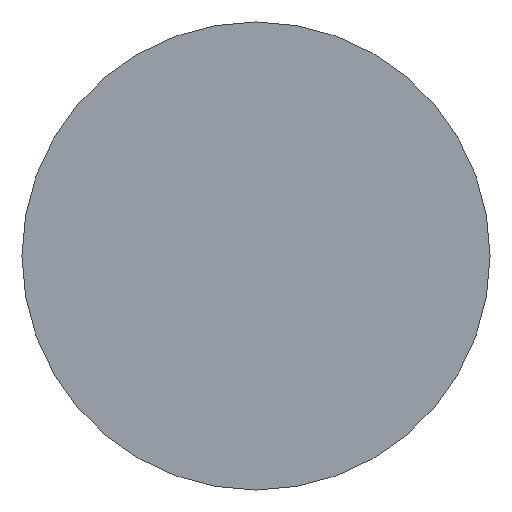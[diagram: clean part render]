
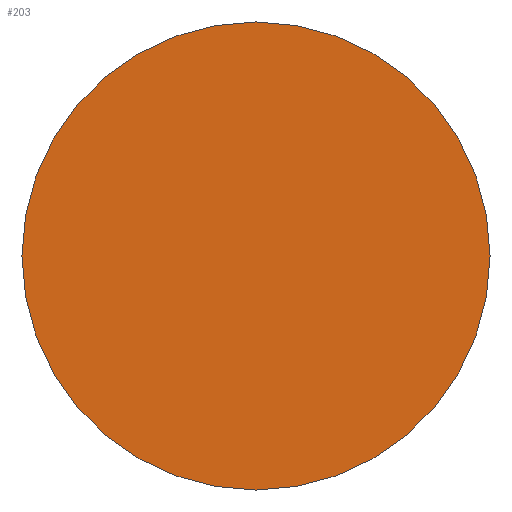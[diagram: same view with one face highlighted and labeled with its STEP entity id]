
A CAD part, front view. The second image highlights one B-rep face of the part: STEP entity #203.
In plain terms, the highlighted planar face has unit normal (0, -1, 0).
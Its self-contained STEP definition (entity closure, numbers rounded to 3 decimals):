
#123=VERTEX_POINT('',#301);
#183=VERTEX_POINT('',#368);
#203=ADVANCED_FACE('',(#390),#391,.T.);
#239=EDGE_CURVE('',#183,#123,#434,.T.);
#263=EDGE_CURVE('',#123,#183,#460,.T.);
#301=CARTESIAN_POINT('',(-20.0,-25.0,0.));
#368=CARTESIAN_POINT('',(20.0,-25.0,0.));
#390=FACE_OUTER_BOUND('',#610,.T.);
#391=PLANE('',#611);
#434=CIRCLE('',#662,20.0);
#460=CIRCLE('',#696,20.0);
#610=EDGE_LOOP('',(#830,#831));
#611=AXIS2_PLACEMENT_3D('',#832,#833,#834);
#662=AXIS2_PLACEMENT_3D('',#887,#888,#889);
#696=AXIS2_PLACEMENT_3D('',#917,#918,#919);
#830=ORIENTED_EDGE('',*,*,#239,.T.);
#831=ORIENTED_EDGE('',*,*,#263,.T.);
#832=CARTESIAN_POINT('',(0.0,-25.0,0.));
#833=DIRECTION('',(0.0,-1.0,0.));
#834=DIRECTION('',(1.0,0.0,0.0));
#887=CARTESIAN_POINT('',(0.0,-25.0,0.));
#888=DIRECTION('',(0.0,-1.0,0.));
#889=DIRECTION('',(1.0,0.0,0.0));
#917=CARTESIAN_POINT('',(0.0,-25.0,0.));
#918=DIRECTION('',(0.0,-1.0,0.));
#919=DIRECTION('',(1.0,0.0,0.0));
